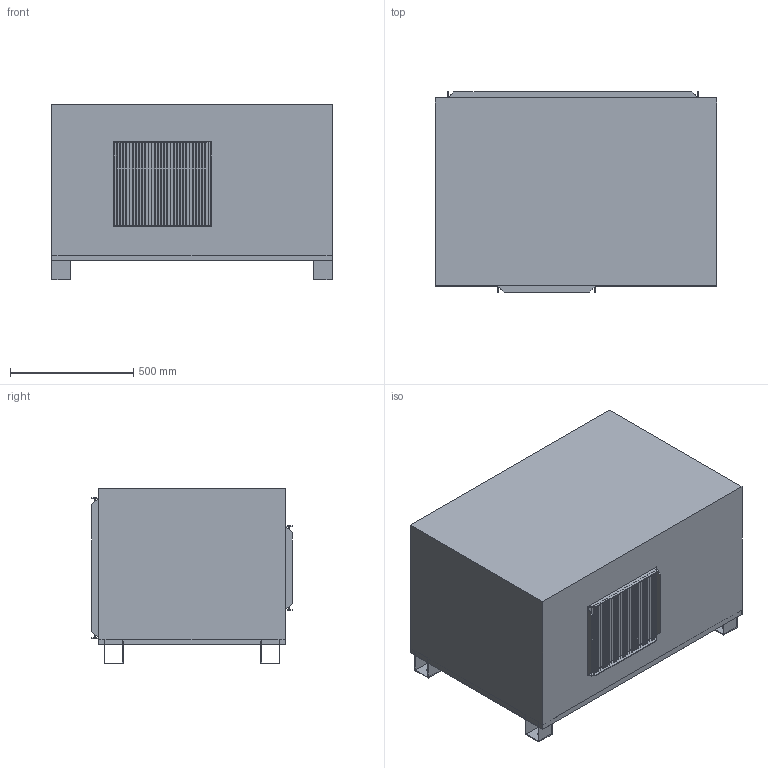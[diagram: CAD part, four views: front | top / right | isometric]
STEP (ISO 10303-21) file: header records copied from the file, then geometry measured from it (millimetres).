
FILE_DESCRIPTION(('starvars output'),'1');
FILE_NAME('cv20250326025842000054863.stp','02:58:42 2025/03/26',('Thomas Industrial Network Germany GmbH'),(' '),'Spatial InterOp 3D',' ',' ');
FILE_SCHEMA(('AUTOMOTIVE_DESIGN { 1 0 10303 214 3 1 1 }'));
Length unit declared in the file: millimetre
Products named in the file (1): 1
Bounding box: 1143 x 812.8 x 711.2 mm (x, y, z)
Volume: 534415857.5 mm3; surface area: 5182640.4 mm2
Topology: 1 solids, 1 shells, 339 faces, 1010 edges, 660 vertices
Faces by surface type: cylinder 226, plane 113
Entity records: 14756 total; most frequent: DIRECTION 2158, ORIENTED_EDGE 2020, CARTESIAN_POINT 2010, EDGE_CURVE 1010, AXIS2_PLACEMENT_3D 808, VERTEX_POINT 660, EDGE_LOOP 560, LINE 542
